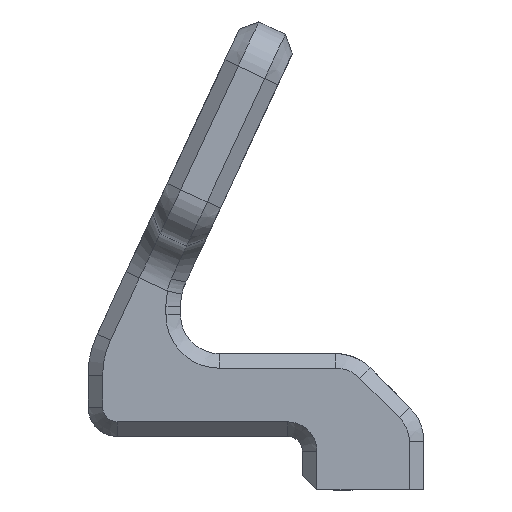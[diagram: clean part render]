
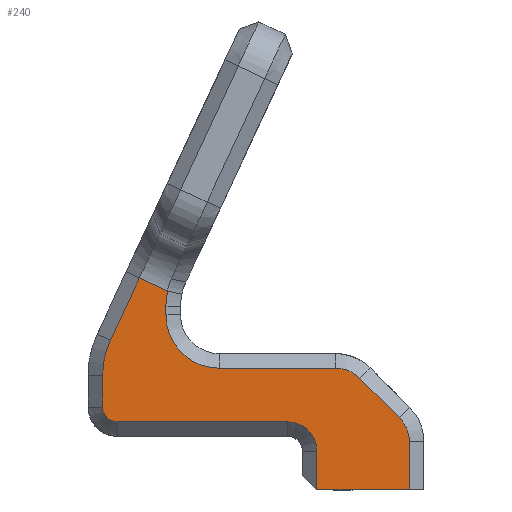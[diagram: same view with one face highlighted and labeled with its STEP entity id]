
A CAD part, front view. The second image highlights one B-rep face of the part: STEP entity #240.
In plain terms, the highlighted planar face has unit normal (0, -1, 0).
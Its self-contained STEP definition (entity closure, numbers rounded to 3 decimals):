
#108=FACE_OUTER_BOUND('',#931,.T.);
#240=ADVANCED_FACE('',(#108),#386,.F.);
#386=PLANE('',#2530);
#495=LINE('',#3567,#665);
#496=LINE('',#3570,#666);
#497=LINE('',#3574,#667);
#498=LINE('',#3578,#668);
#499=LINE('',#3582,#669);
#500=LINE('',#3586,#670);
#501=LINE('',#3588,#671);
#502=LINE('',#3592,#672);
#503=LINE('',#3596,#673);
#504=LINE('',#3600,#674);
#665=VECTOR('',#2777,1.);
#666=VECTOR('',#2778,1.);
#667=VECTOR('',#2781,1.);
#668=VECTOR('',#2784,1.);
#669=VECTOR('',#2787,1.);
#670=VECTOR('',#2790,1.);
#671=VECTOR('',#2791,1.);
#672=VECTOR('',#2794,1.);
#673=VECTOR('',#2797,1.);
#674=VECTOR('',#2800,1.);
#838=CIRCLE('',#2523,3.5);
#839=CIRCLE('',#2524,3.5);
#840=CIRCLE('',#2525,5.5);
#841=CIRCLE('',#2526,7.5);
#842=CIRCLE('',#2527,8.5);
#843=CIRCLE('',#2528,1.5);
#844=CIRCLE('',#2529,3.);
#931=EDGE_LOOP('',(#1187,#1188,#1189,#1190,#1191,#1192,#1193,#1194,#1195,
#1196,#1197,#1198,#1199,#1200,#1201,#1202,#1203));
#1187=ORIENTED_EDGE('',*,*,#2106,.F.);
#1188=ORIENTED_EDGE('',*,*,#2107,.T.);
#1189=ORIENTED_EDGE('',*,*,#2108,.T.);
#1190=ORIENTED_EDGE('',*,*,#2109,.T.);
#1191=ORIENTED_EDGE('',*,*,#2110,.T.);
#1192=ORIENTED_EDGE('',*,*,#2111,.T.);
#1193=ORIENTED_EDGE('',*,*,#2112,.T.);
#1194=ORIENTED_EDGE('',*,*,#2113,.T.);
#1195=ORIENTED_EDGE('',*,*,#2114,.T.);
#1196=ORIENTED_EDGE('',*,*,#2115,.T.);
#1197=ORIENTED_EDGE('',*,*,#2116,.T.);
#1198=ORIENTED_EDGE('',*,*,#2117,.T.);
#1199=ORIENTED_EDGE('',*,*,#2118,.T.);
#1200=ORIENTED_EDGE('',*,*,#2119,.T.);
#1201=ORIENTED_EDGE('',*,*,#2120,.T.);
#1202=ORIENTED_EDGE('',*,*,#2121,.T.);
#1203=ORIENTED_EDGE('',*,*,#2122,.T.);
#1885=VERTEX_POINT('',#3568);
#1886=VERTEX_POINT('',#3569);
#1887=VERTEX_POINT('',#3571);
#1888=VERTEX_POINT('',#3573);
#1889=VERTEX_POINT('',#3575);
#1890=VERTEX_POINT('',#3577);
#1891=VERTEX_POINT('',#3579);
#1892=VERTEX_POINT('',#3581);
#1893=VERTEX_POINT('',#3583);
#1894=VERTEX_POINT('',#3585);
#1895=VERTEX_POINT('',#3587);
#1896=VERTEX_POINT('',#3589);
#1897=VERTEX_POINT('',#3591);
#1898=VERTEX_POINT('',#3593);
#1899=VERTEX_POINT('',#3595);
#1900=VERTEX_POINT('',#3597);
#1901=VERTEX_POINT('',#3599);
#2106=EDGE_CURVE('',#1885,#1886,#495,.T.);
#2107=EDGE_CURVE('',#1885,#1887,#496,.T.);
#2108=EDGE_CURVE('',#1887,#1888,#838,.T.);
#2109=EDGE_CURVE('',#1888,#1889,#497,.T.);
#2110=EDGE_CURVE('',#1889,#1890,#839,.T.);
#2111=EDGE_CURVE('',#1890,#1891,#498,.T.);
#2112=EDGE_CURVE('',#1891,#1892,#840,.T.);
#2113=EDGE_CURVE('',#1892,#1893,#499,.T.);
#2114=EDGE_CURVE('',#1893,#1894,#841,.T.);
#2115=EDGE_CURVE('',#1894,#1895,#500,.T.);
#2116=EDGE_CURVE('',#1895,#1896,#501,.T.);
#2117=EDGE_CURVE('',#1896,#1897,#842,.T.);
#2118=EDGE_CURVE('',#1897,#1898,#502,.T.);
#2119=EDGE_CURVE('',#1898,#1899,#843,.T.);
#2120=EDGE_CURVE('',#1899,#1900,#503,.T.);
#2121=EDGE_CURVE('',#1900,#1901,#844,.T.);
#2122=EDGE_CURVE('',#1901,#1886,#504,.T.);
#2523=AXIS2_PLACEMENT_3D('',#3572,#2779,#2780);
#2524=AXIS2_PLACEMENT_3D('',#3576,#2782,#2783);
#2525=AXIS2_PLACEMENT_3D('',#3580,#2785,#2786);
#2526=AXIS2_PLACEMENT_3D('',#3584,#2788,#2789);
#2527=AXIS2_PLACEMENT_3D('',#3590,#2792,#2793);
#2528=AXIS2_PLACEMENT_3D('',#3594,#2795,#2796);
#2529=AXIS2_PLACEMENT_3D('',#3598,#2798,#2799);
#2530=AXIS2_PLACEMENT_3D('',#3601,#2801,#2802);
#2777=DIRECTION('',(-1.,0.,0.));
#2778=DIRECTION('',(0.,0.,1.));
#2779=DIRECTION('',(0.,-1.,0.));
#2780=DIRECTION('',(0.,0.,1.));
#2781=DIRECTION('',(-0.707,0.,0.707));
#2782=DIRECTION('',(0.,-1.,0.));
#2783=DIRECTION('',(0.,0.,1.));
#2784=DIRECTION('',(-1.,0.,0.));
#2785=DIRECTION('',(0.,1.,0.));
#2786=DIRECTION('',(0.,0.,1.));
#2787=DIRECTION('',(0.,0.,1.));
#2788=DIRECTION('',(0.,1.,0.));
#2789=DIRECTION('',(0.,0.,1.));
#2790=DIRECTION('',(-0.906,0.,0.423));
#2791=DIRECTION('',(-0.423,0.,-0.906));
#2792=DIRECTION('',(0.,-1.,0.));
#2793=DIRECTION('',(0.,0.,1.));
#2794=DIRECTION('',(0.,0.,-1.));
#2795=DIRECTION('',(0.,-1.,0.));
#2796=DIRECTION('',(0.,0.,1.));
#2797=DIRECTION('',(1.,0.,0.));
#2798=DIRECTION('',(0.,1.,0.));
#2799=DIRECTION('',(0.,0.,1.));
#2800=DIRECTION('',(0.,0.,-1.));
#2801=DIRECTION('',(0.,1.,0.));
#2802=DIRECTION('',(0.,0.,1.));
#3567=CARTESIAN_POINT('',(35.,-14.,-2.));
#3568=CARTESIAN_POINT('',(33.5,-14.,-2.));
#3569=CARTESIAN_POINT('',(24.,-14.,-2.));
#3570=CARTESIAN_POINT('',(33.5,-14.,2.929));
#3571=CARTESIAN_POINT('',(33.5,-14.,2.929));
#3572=CARTESIAN_POINT('',(30.,-14.,2.929));
#3573=CARTESIAN_POINT('',(32.475,-14.,5.404));
#3574=CARTESIAN_POINT('',(28.404,-14.,9.475));
#3575=CARTESIAN_POINT('',(28.404,-14.,9.475));
#3576=CARTESIAN_POINT('',(25.929,-14.,7.));
#3577=CARTESIAN_POINT('',(25.929,-14.,10.5));
#3578=CARTESIAN_POINT('',(35.,-14.,10.5));
#3579=CARTESIAN_POINT('',(14.,-14.,10.5));
#3580=CARTESIAN_POINT('',(14.,-14.,16.));
#3581=CARTESIAN_POINT('',(8.5,-14.,16.));
#3582=CARTESIAN_POINT('',(8.5,-14.,16.84));
#3583=CARTESIAN_POINT('',(8.5,-14.,16.84));
#3584=CARTESIAN_POINT('',(16.,-14.,16.84));
#3585=CARTESIAN_POINT('',(8.67,-14.,18.426));
#3586=CARTESIAN_POINT('',(4.423,-14.,20.406));
#3587=CARTESIAN_POINT('',(5.782,-14.,19.772));
#3588=CARTESIAN_POINT('',(2.796,-14.,13.37));
#3589=CARTESIAN_POINT('',(2.796,-14.,13.37));
#3590=CARTESIAN_POINT('',(10.5,-14.,9.777));
#3591=CARTESIAN_POINT('',(2.,-14.,9.777));
#3592=CARTESIAN_POINT('',(2.,-14.,12.));
#3593=CARTESIAN_POINT('',(2.,-14.,6.5));
#3594=CARTESIAN_POINT('',(3.5,-14.,6.5));
#3595=CARTESIAN_POINT('',(3.5,-14.,5.));
#3596=CARTESIAN_POINT('',(35.,-14.,5.));
#3597=CARTESIAN_POINT('',(21.,-14.,5.));
#3598=CARTESIAN_POINT('',(21.,-14.,2.));
#3599=CARTESIAN_POINT('',(24.,-14.,2.));
#3600=CARTESIAN_POINT('',(24.,-14.,12.));
#3601=CARTESIAN_POINT('',(35.,-14.,12.));
